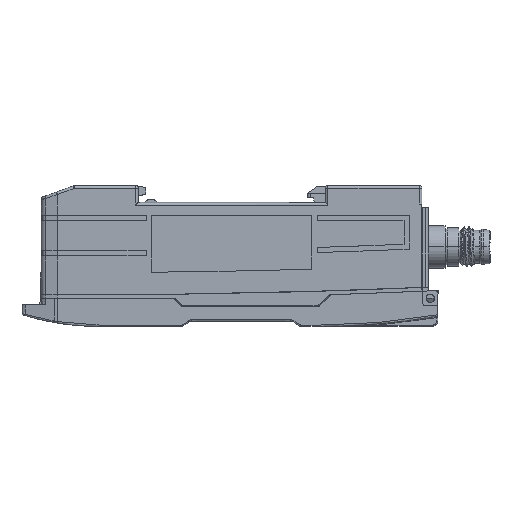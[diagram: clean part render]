
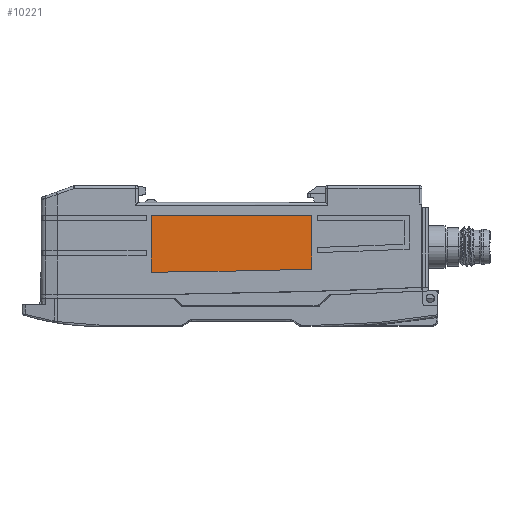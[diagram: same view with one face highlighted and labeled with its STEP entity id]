
A CAD part, top view. The second image highlights one B-rep face of the part: STEP entity #10221.
In plain terms, the highlighted planar face has unit normal (0, 0, 1).
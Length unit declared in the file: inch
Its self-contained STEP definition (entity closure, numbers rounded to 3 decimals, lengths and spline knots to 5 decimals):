
#433 = ORIENTED_EDGE ( 'NONE', *, *, #21260, .F. ) ;
#1027 = PLANE ( 'NONE',  #15049 ) ;
#1263 = DIRECTION ( 'NONE',  ( -1., 0., 0. ) ) ;
#2050 = VECTOR ( 'NONE', #14305, 39.37008 ) ;
#2411 = VECTOR ( 'NONE', #19613, 39.37008 ) ;
#2658 = VERTEX_POINT ( 'NONE', #8201 ) ;
#3748 = CARTESIAN_POINT ( 'NONE',  ( -1.18999, 56.83838, 0.19185 ) ) ;
#4059 = FACE_OUTER_BOUND ( 'NONE', #9627, .T. ) ;
#4885 = VERTEX_POINT ( 'NONE', #13918 ) ;
#4999 = VERTEX_POINT ( 'NONE', #10507 ) ;
#6530 = EDGE_CURVE ( 'NONE', #4885, #4999, #10152, .T. ) ;
#7200 = AXIS2_PLACEMENT_3D ( 'NONE', #3748, #18557, #11275 ) ;
#8201 = CARTESIAN_POINT ( 'NONE',  ( 0.50222, -0.17404, 0.19185 ) ) ;
#8635 = EDGE_CURVE ( 'NONE', #13722, #4885, #23178, .T. ) ;
#8978 = LINE ( 'NONE', #12491, #2050 ) ;
#9627 = EDGE_LOOP ( 'NONE', ( #433, #10843, #21689, #12428 ) ) ;
#10152 = LINE ( 'NONE', #23258, #2411 ) ;
#10221 = ADVANCED_FACE ( 'NONE', ( #4059 ), #1027, .T. ) ;
#10507 = CARTESIAN_POINT ( 'NONE',  ( 0.50222, 0.24486, 0.19185 ) ) ;
#10843 = ORIENTED_EDGE ( 'NONE', *, *, #6530, .F. ) ;
#11275 = DIRECTION ( 'NONE',  ( -1., 0., 0. ) ) ;
#11356 = CARTESIAN_POINT ( 'NONE',  ( -0.74778, -0.19744, 0.19185 ) ) ;
#12084 = CARTESIAN_POINT ( 'NONE',  ( -1.18999, 56.83838, 0.19185 ) ) ;
#12428 = ORIENTED_EDGE ( 'NONE', *, *, #15588, .F. ) ;
#12491 = CARTESIAN_POINT ( 'NONE',  ( 0.50222, 0.24486, 0.19185 ) ) ;
#13722 = VERTEX_POINT ( 'NONE', #11356 ) ;
#13918 = CARTESIAN_POINT ( 'NONE',  ( -0.74778, 0.24486, 0.19185 ) ) ;
#14305 = DIRECTION ( 'NONE',  ( 0., -1., 0. ) ) ;
#15049 = AXIS2_PLACEMENT_3D ( 'NONE', #12084, #19480, #1263 ) ;
#15588 = EDGE_CURVE ( 'NONE', #2658, #13722, #19598, .T. ) ;
#17007 = VECTOR ( 'NONE', #17221, 39.37008 ) ;
#17221 = DIRECTION ( 'NONE',  ( 0., 1., 0. ) ) ;
#17711 = CARTESIAN_POINT ( 'NONE',  ( -0.74778, 0.24486, 0.19185 ) ) ;
#18557 = DIRECTION ( 'NONE',  ( 0., 0., -1. ) ) ;
#19480 = DIRECTION ( 'NONE',  ( 0., 0., 1. ) ) ;
#19598 = CIRCLE ( 'NONE', #7200, 57.03753 ) ;
#19613 = DIRECTION ( 'NONE',  ( 1., 0., 0. ) ) ;
#21260 = EDGE_CURVE ( 'NONE', #4999, #2658, #8978, .T. ) ;
#21689 = ORIENTED_EDGE ( 'NONE', *, *, #8635, .F. ) ;
#23178 = LINE ( 'NONE', #17711, #17007 ) ;
#23258 = CARTESIAN_POINT ( 'NONE',  ( 0.50222, 0.24486, 0.19185 ) ) ;
